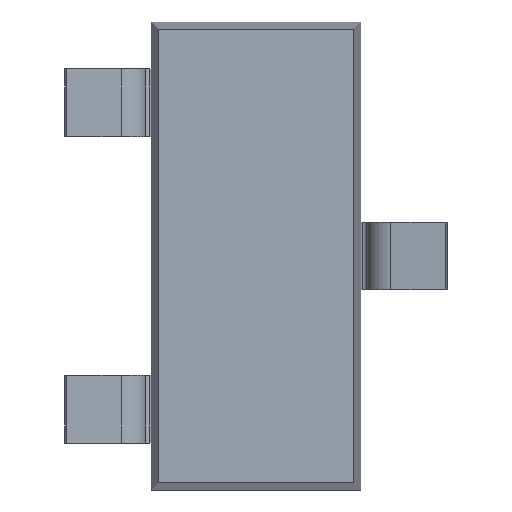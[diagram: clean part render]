
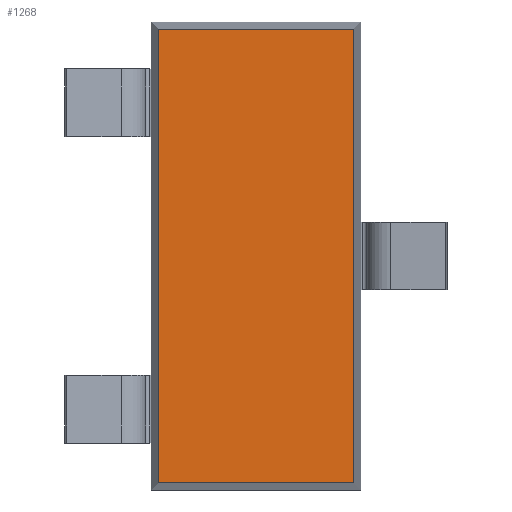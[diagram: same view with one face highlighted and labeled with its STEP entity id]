
A CAD part, front view. The second image highlights one B-rep face of the part: STEP entity #1268.
In plain terms, the highlighted planar face has unit normal (0, -1, 0).
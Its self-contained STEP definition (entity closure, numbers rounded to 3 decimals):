
#87 = CARTESIAN_POINT ( 'NONE',  ( 0.65, 0.1, -1.405 ) ) ;
#90 = EDGE_CURVE ( 'NONE', #1162, #1257, #482, .T. ) ;
#132 = DIRECTION ( 'NONE',  ( 0., -1., 0. ) ) ;
#173 = ORIENTED_EDGE ( 'NONE', *, *, #1100, .T. ) ;
#205 = ORIENTED_EDGE ( 'NONE', *, *, #710, .T. ) ;
#227 = CARTESIAN_POINT ( 'NONE',  ( -0.65, 0.1, 1.405 ) ) ;
#232 = DIRECTION ( 'NONE',  ( -1., 0., 0. ) ) ;
#367 = DIRECTION ( 'NONE',  ( 0., 0., -1. ) ) ;
#368 = DIRECTION ( 'NONE',  ( 1., 0., 0. ) ) ;
#383 = FACE_OUTER_BOUND ( 'NONE', #431, .T. ) ;
#391 = ORIENTED_EDGE ( 'NONE', *, *, #1170, .T. ) ;
#431 = EDGE_LOOP ( 'NONE', ( #619, #391, #173, #205 ) ) ;
#482 = LINE ( 'NONE', #1277, #763 ) ;
#619 = ORIENTED_EDGE ( 'NONE', *, *, #90, .T. ) ;
#708 = CARTESIAN_POINT ( 'NONE',  ( 0.605, 0.1, 1.405 ) ) ;
#710 = EDGE_CURVE ( 'NONE', #1542, #1162, #864, .T. ) ;
#763 = VECTOR ( 'NONE', #367, 1000. ) ;
#864 = LINE ( 'NONE', #227, #1127 ) ;
#893 = CARTESIAN_POINT ( 'NONE',  ( -0.605, 0.1, -1.405 ) ) ;
#911 = CARTESIAN_POINT ( 'NONE',  ( 0., 0.1, 0. ) ) ;
#1100 = EDGE_CURVE ( 'NONE', #1606, #1542, #1576, .T. ) ;
#1112 = CARTESIAN_POINT ( 'NONE',  ( 0.605, 0.1, 1.45 ) ) ;
#1127 = VECTOR ( 'NONE', #232, 1000. ) ;
#1162 = VERTEX_POINT ( 'NONE', #1650 ) ;
#1168 = PLANE ( 'NONE',  #1354 ) ;
#1170 = EDGE_CURVE ( 'NONE', #1257, #1606, #1652, .T. ) ;
#1240 = DIRECTION ( 'NONE',  ( 0., 0., 1. ) ) ;
#1257 = VERTEX_POINT ( 'NONE', #893 ) ;
#1268 = ADVANCED_FACE ( 'NONE', ( #383 ), #1168, .T. ) ;
#1277 = CARTESIAN_POINT ( 'NONE',  ( -0.605, 0.1, -1.45 ) ) ;
#1317 = VECTOR ( 'NONE', #1240, 1000. ) ;
#1354 = AXIS2_PLACEMENT_3D ( 'NONE', #911, #132, #1678 ) ;
#1542 = VERTEX_POINT ( 'NONE', #708 ) ;
#1576 = LINE ( 'NONE', #1112, #1317 ) ;
#1606 = VERTEX_POINT ( 'NONE', #1656 ) ;
#1614 = VECTOR ( 'NONE', #368, 1000. ) ;
#1650 = CARTESIAN_POINT ( 'NONE',  ( -0.605, 0.1, 1.405 ) ) ;
#1652 = LINE ( 'NONE', #87, #1614 ) ;
#1656 = CARTESIAN_POINT ( 'NONE',  ( 0.605, 0.1, -1.405 ) ) ;
#1678 = DIRECTION ( 'NONE',  ( 0., 0., -1. ) ) ;
